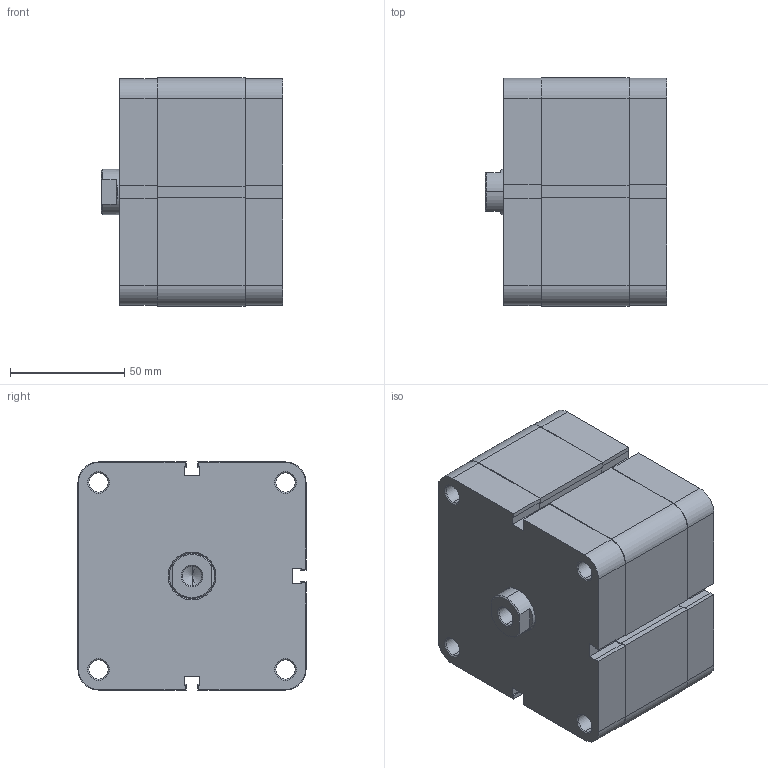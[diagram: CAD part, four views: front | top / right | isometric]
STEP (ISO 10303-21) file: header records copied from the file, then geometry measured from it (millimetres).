
FILE_DESCRIPTION (( 'STEP AP214' ), '1' );
FILE_NAME ('PKS 80-15 CYLINDER.STEP', '2010-08-06T11:27:03', ( '' ), ( '' ), 'SwSTEP 2.0', 'SolidWorks 2010', '' );
FILE_SCHEMA (( 'AUTOMOTIVE_DESIGN' ));
Length unit declared in the file: millimetre
Products named in the file (5): 茿P 80  PK ARKA  KAPAK .; 茿P 80 ''L軰 Kompakt BORUSU; 茿P 80 ''L軰 PK 諲 KAPAK ; ォP  80 M尳; PKS  80-15  CYLINDER
Assembly tree (4 placements, depth 2):
  PKS  80-15  CYLINDER
    茿P 80 ''L軰 PK 諲 KAPAK 
    茿P 80 ''L軰 Kompakt BORUSU
    ォP  80 M尳
    茿P 80  PK ARKA  KAPAK .
Bounding box: 79.5 x 100 x 100 mm (x, y, z)
Volume: 594617.1 mm3; surface area: 119548.2 mm2
Topology: 4 solids, 4 shells, 195 faces, 516 edges, 334 vertices
Faces by surface type: plane 102, cylinder 64, cone 29
Entity records: 6533 total; most frequent: DIRECTION 1069, CARTESIAN_POINT 1068, ORIENTED_EDGE 1028, EDGE_CURVE 514, AXIS2_PLACEMENT_3D 359, VECTOR 351, LINE 351, VERTEX_POINT 334
